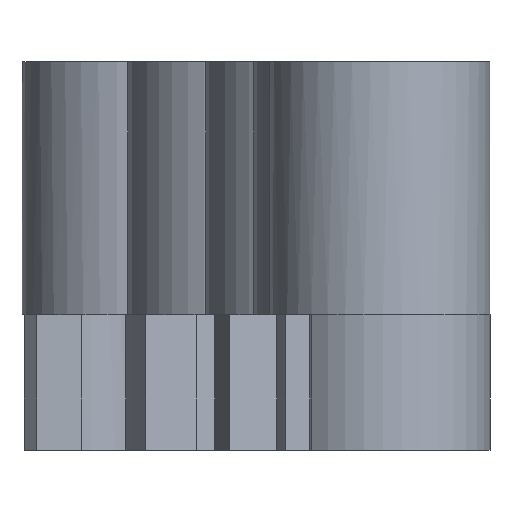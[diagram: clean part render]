
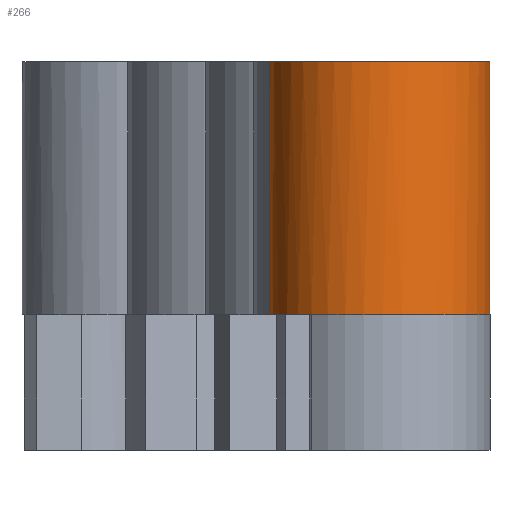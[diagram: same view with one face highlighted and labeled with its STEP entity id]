
A CAD part, left-side view. The second image highlights one B-rep face of the part: STEP entity #266.
In plain terms, the highlighted cylindrical face has radius 2.4 mm (diameter 4.8 mm), a partial arc.
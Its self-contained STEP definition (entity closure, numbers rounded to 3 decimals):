
#63 = EDGE_CURVE('',#64,#66,#68,.T.);
#64 = VERTEX_POINT('',#65);
#65 = CARTESIAN_POINT('',(2.112,-1.139,-2.75));
#66 = VERTEX_POINT('',#67);
#67 = CARTESIAN_POINT('',(2.112,-1.139,2.75));
#68 = LINE('',#69,#70);
#69 = CARTESIAN_POINT('',(2.112,-1.139,-2.75));
#70 = VECTOR('',#71,1.);
#71 = DIRECTION('',(0.,0.,1.));
#191 = VERTEX_POINT('',#192);
#192 = CARTESIAN_POINT('',(1.882,1.489,2.75));
#199 = EDGE_CURVE('',#191,#66,#200,.T.);
#200 = CIRCLE('',#201,2.4);
#201 = AXIS2_PLACEMENT_3D('',#202,#203,#204);
#202 = CARTESIAN_POINT('',(0.,0.,2.75));
#203 = DIRECTION('',(0.,0.,1.));
#204 = DIRECTION('',(1.,0.,0.));
#266 = ADVANCED_FACE('',(#267),#295,.T.);
#267 = FACE_BOUND('',#268,.F.);
#268 = EDGE_LOOP('',(#269,#277,#278,#279,#288));
#269 = ORIENTED_EDGE('',*,*,#270,.T.);
#270 = EDGE_CURVE('',#271,#191,#273,.T.);
#271 = VERTEX_POINT('',#272);
#272 = CARTESIAN_POINT('',(1.882,1.489,-2.75));
#273 = LINE('',#274,#275);
#274 = CARTESIAN_POINT('',(1.882,1.489,-2.75));
#275 = VECTOR('',#276,1.);
#276 = DIRECTION('',(0.,0.,1.));
#277 = ORIENTED_EDGE('',*,*,#199,.T.);
#278 = ORIENTED_EDGE('',*,*,#63,.F.);
#279 = ORIENTED_EDGE('',*,*,#280,.F.);
#280 = EDGE_CURVE('',#281,#64,#283,.T.);
#281 = VERTEX_POINT('',#282);
#282 = CARTESIAN_POINT('',(-1.887,1.483,-2.75));
#283 = CIRCLE('',#284,2.4);
#284 = AXIS2_PLACEMENT_3D('',#285,#286,#287);
#285 = CARTESIAN_POINT('',(0.,0.,-2.75));
#286 = DIRECTION('',(0.,0.,1.));
#287 = DIRECTION('',(1.,0.,0.));
#288 = ORIENTED_EDGE('',*,*,#289,.F.);
#289 = EDGE_CURVE('',#271,#281,#290,.T.);
#290 = CIRCLE('',#291,2.4);
#291 = AXIS2_PLACEMENT_3D('',#292,#293,#294);
#292 = CARTESIAN_POINT('',(0.,0.,-2.75));
#293 = DIRECTION('',(0.,0.,1.));
#294 = DIRECTION('',(1.,0.,0.));
#295 = CYLINDRICAL_SURFACE('',#296,2.4);
#296 = AXIS2_PLACEMENT_3D('',#297,#298,#299);
#297 = CARTESIAN_POINT('',(0.,0.,-2.75));
#298 = DIRECTION('',(-0.,-0.,-1.));
#299 = DIRECTION('',(1.,0.,0.));
